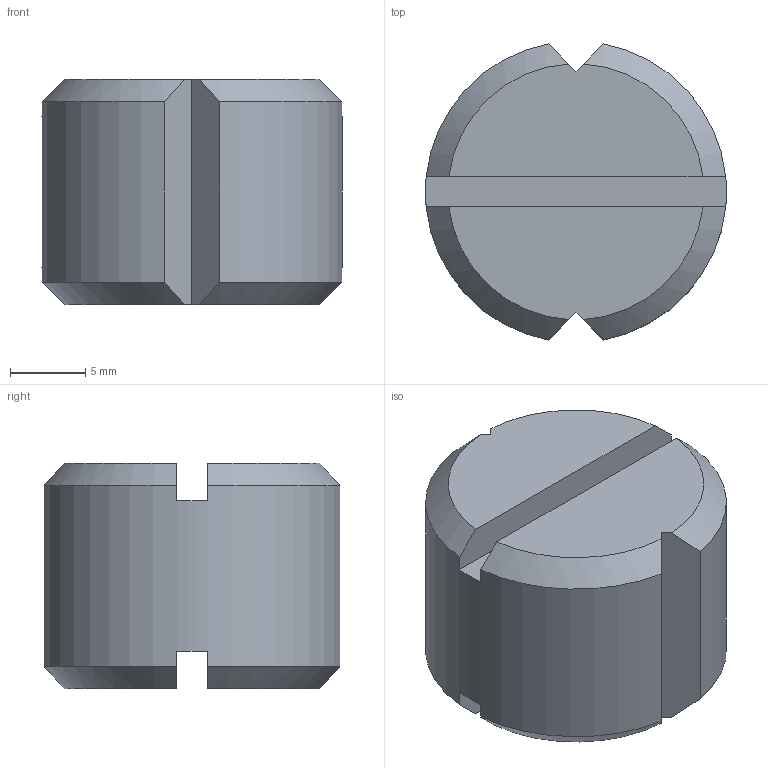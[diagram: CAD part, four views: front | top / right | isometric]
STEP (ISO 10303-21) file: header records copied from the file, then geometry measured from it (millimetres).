
FILE_DESCRIPTION (( 'STEP AP203' ), '1' );
FILE_NAME ('STP-5299-049-M20-015-00(16091).STEP', '2022-07-21T08:47:06', ( '' ), ( '' ), 'SwSTEP 2.0', 'SolidWorks 2017', '' );
FILE_SCHEMA (( 'CONFIG_CONTROL_DESIGN' ));
Length unit declared in the file: millimetre
Products named in the file (1): STP-5299-049-M20-015-00(16091)
Bounding box: 19.99 x 19.66 x 15 mm (x, y, z)
Volume: 4287.1 mm3; surface area: 1666.3 mm2
Topology: 1 solids, 1 shells, 25 faces, 69 edges, 46 vertices
Faces by surface type: plane 14, cone 8, cylinder 3
Entity records: 898 total; most frequent: CARTESIAN_POINT 189, ORIENTED_EDGE 138, DIRECTION 127, EDGE_CURVE 69, AXIS2_PLACEMENT_3D 48, VERTEX_POINT 46, LINE 31, VECTOR 31
